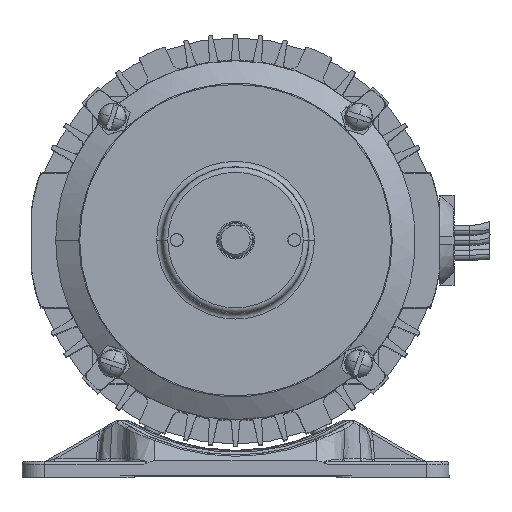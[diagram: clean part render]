
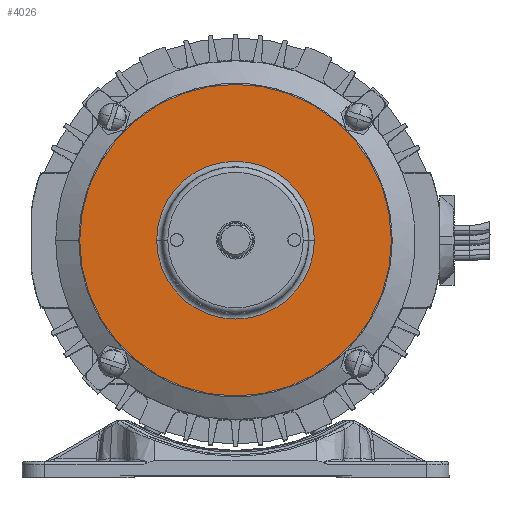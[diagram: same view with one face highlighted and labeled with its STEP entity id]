
A CAD part, top view. The second image highlights one B-rep face of the part: STEP entity #4026.
In plain terms, the highlighted planar face has unit normal (0, 0, 1).
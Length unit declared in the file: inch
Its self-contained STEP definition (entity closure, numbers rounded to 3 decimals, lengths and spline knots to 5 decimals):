
#760 = ORIENTED_EDGE ( 'NONE', *, *, #46777, .T. ) ;
#1141 = AXIS2_PLACEMENT_3D ( 'NONE', #38040, #15662, #41851 ) ;
#2779 = ORIENTED_EDGE ( 'NONE', *, *, #28757, .T. ) ;
#2829 = CARTESIAN_POINT ( 'NONE',  ( -1.7331, 0., 5.171 ) ) ;
#2937 = DIRECTION ( 'NONE',  ( -1., 0., 0. ) ) ;
#3788 = CARTESIAN_POINT ( 'NONE',  ( 0.87719, 0., 5.171 ) ) ;
#4026 = ADVANCED_FACE ( 'NONE', ( #29445, #19509 ), #25339, .F. ) ;
#4231 = DIRECTION ( 'NONE',  ( -1., 0., 0. ) ) ;
#8574 = EDGE_CURVE ( 'NONE', #31017, #33852, #27695, .T. ) ;
#10477 = DIRECTION ( 'NONE',  ( 0., 0., -1. ) ) ;
#12817 = VERTEX_POINT ( 'NONE', #29210 ) ;
#13075 = AXIS2_PLACEMENT_3D ( 'NONE', #42254, #19812, #46041 ) ;
#13562 = CARTESIAN_POINT ( 'NONE',  ( 0., 0., 5.171 ) ) ;
#14049 = AXIS2_PLACEMENT_3D ( 'NONE', #13562, #39746, #17334 ) ;
#14412 = CARTESIAN_POINT ( 'NONE',  ( 0., 1.73846, 5.171 ) ) ;
#15016 = CIRCLE ( 'NONE', #13075, 0.87719 ) ;
#15073 = ORIENTED_EDGE ( 'NONE', *, *, #29982, .T. ) ;
#15662 = DIRECTION ( 'NONE',  ( 0., 0., 1. ) ) ;
#17334 = DIRECTION ( 'NONE',  ( -1., 0., 0. ) ) ;
#19509 = FACE_BOUND ( 'NONE', #41370, .T. ) ;
#19812 = DIRECTION ( 'NONE',  ( 0., 0., -1. ) ) ;
#20706 = EDGE_LOOP ( 'NONE', ( #15073, #2779 ) ) ;
#24855 = CARTESIAN_POINT ( 'NONE',  ( -0.87719, 0., 5.171 ) ) ;
#25301 = DIRECTION ( 'NONE',  ( 0., 0., 1. ) ) ;
#25339 = PLANE ( 'NONE',  #32325 ) ;
#25767 = AXIS2_PLACEMENT_3D ( 'NONE', #47783, #25301, #2937 ) ;
#27695 = CIRCLE ( 'NONE', #14049, 0.87719 ) ;
#28757 = EDGE_CURVE ( 'NONE', #12817, #47018, #35989, .T. ) ;
#29210 = CARTESIAN_POINT ( 'NONE',  ( 1.7331, 0., 5.171 ) ) ;
#29445 = FACE_OUTER_BOUND ( 'NONE', #20706, .T. ) ;
#29982 = EDGE_CURVE ( 'NONE', #47018, #12817, #45853, .T. ) ;
#31017 = VERTEX_POINT ( 'NONE', #3788 ) ;
#32325 = AXIS2_PLACEMENT_3D ( 'NONE', #14412, #10477, #4231 ) ;
#33806 = ORIENTED_EDGE ( 'NONE', *, *, #8574, .T. ) ;
#33852 = VERTEX_POINT ( 'NONE', #24855 ) ;
#35989 = CIRCLE ( 'NONE', #1141, 1.7331 ) ;
#38040 = CARTESIAN_POINT ( 'NONE',  ( 0., 0., 5.171 ) ) ;
#39746 = DIRECTION ( 'NONE',  ( 0., 0., -1. ) ) ;
#41370 = EDGE_LOOP ( 'NONE', ( #760, #33806 ) ) ;
#41851 = DIRECTION ( 'NONE',  ( -1., 0., 0. ) ) ;
#42254 = CARTESIAN_POINT ( 'NONE',  ( 0., 0., 5.171 ) ) ;
#45853 = CIRCLE ( 'NONE', #25767, 1.7331 ) ;
#46041 = DIRECTION ( 'NONE',  ( -1., 0., 0. ) ) ;
#46777 = EDGE_CURVE ( 'NONE', #33852, #31017, #15016, .T. ) ;
#47018 = VERTEX_POINT ( 'NONE', #2829 ) ;
#47783 = CARTESIAN_POINT ( 'NONE',  ( 0., 0., 5.171 ) ) ;
